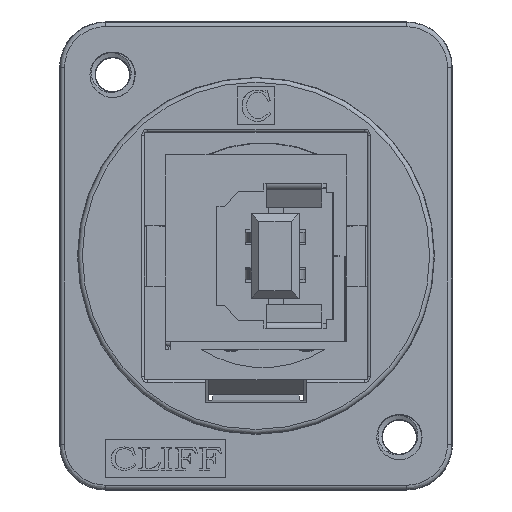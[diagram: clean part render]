
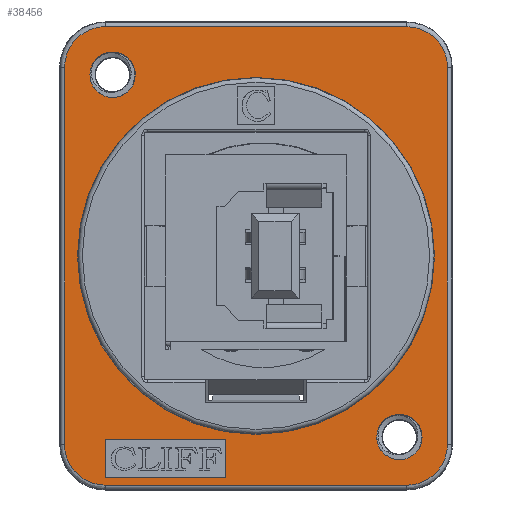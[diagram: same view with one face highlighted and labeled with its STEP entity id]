
A CAD part, top view. The second image highlights one B-rep face of the part: STEP entity #38456.
In plain terms, the highlighted planar face has unit normal (0, 0, 1).
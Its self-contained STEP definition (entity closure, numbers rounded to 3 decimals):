
#211=ELLIPSE('',#40477,2.7,2.7);
#212=ELLIPSE('',#40478,2.7,2.7);
#213=ELLIPSE('',#40479,2.7,2.7);
#214=ELLIPSE('',#40480,2.7,2.7);
#530=FACE_BOUND('',#4669,.T.);
#531=FACE_BOUND('',#4670,.T.);
#532=FACE_BOUND('',#4671,.T.);
#533=FACE_BOUND('',#4672,.T.);
#1208=PLANE('',#40476);
#2841=FACE_OUTER_BOUND('',#4668,.T.);
#4668=EDGE_LOOP('',(#29463,#29464,#29465,#29466,#29467,#29468,#29469,#29470));
#4669=EDGE_LOOP('',(#29471));
#4670=EDGE_LOOP('',(#29472));
#4671=EDGE_LOOP('',(#29473,#29474,#29475,#29476));
#4672=EDGE_LOOP('',(#29477));
#7493=LINE('',#56141,#12278);
#7496=LINE('',#56146,#12281);
#7498=LINE('',#56150,#12283);
#7500=LINE('',#56153,#12285);
#8004=LINE('',#57627,#12789);
#8005=LINE('',#57631,#12790);
#8006=LINE('',#57635,#12791);
#8007=LINE('',#57638,#12792);
#12278=VECTOR('',#44978,8.);
#12281=VECTOR('',#44983,2.5);
#12283=VECTOR('',#44987,8.);
#12285=VECTOR('',#44991,2.5);
#12789=VECTOR('',#45935,24.965);
#12790=VECTOR('',#45938,19.965);
#12791=VECTOR('',#45941,24.965);
#12792=VECTOR('',#45944,19.965);
#15286=CIRCLE('',#39494,1.5);
#15288=CIRCLE('',#39497,1.5);
#15475=CIRCLE('',#40468,11.823);
#15649=VERTEX_POINT('',#50823);
#15651=VERTEX_POINT('',#50829);
#17053=VERTEX_POINT('',#56139);
#17054=VERTEX_POINT('',#56140);
#17055=VERTEX_POINT('',#56145);
#17056=VERTEX_POINT('',#56149);
#17435=VERTEX_POINT('',#57598);
#17446=VERTEX_POINT('',#57623);
#17447=VERTEX_POINT('',#57624);
#17448=VERTEX_POINT('',#57626);
#17449=VERTEX_POINT('',#57628);
#17450=VERTEX_POINT('',#57630);
#17451=VERTEX_POINT('',#57632);
#17452=VERTEX_POINT('',#57634);
#17453=VERTEX_POINT('',#57636);
#19171=EDGE_CURVE('',#15649,#15649,#15286,.T.);
#19174=EDGE_CURVE('',#15651,#15651,#15288,.T.);
#21242=EDGE_CURVE('',#17053,#17054,#7493,.T.);
#21245=EDGE_CURVE('',#17055,#17053,#7496,.T.);
#21247=EDGE_CURVE('',#17056,#17055,#7498,.T.);
#21249=EDGE_CURVE('',#17054,#17056,#7500,.T.);
#21820=EDGE_CURVE('',#17435,#17435,#15475,.T.);
#21832=EDGE_CURVE('',#17446,#17447,#211,.T.);
#21833=EDGE_CURVE('',#17448,#17446,#8004,.T.);
#21834=EDGE_CURVE('',#17449,#17448,#212,.T.);
#21835=EDGE_CURVE('',#17450,#17449,#8005,.T.);
#21836=EDGE_CURVE('',#17451,#17450,#213,.T.);
#21837=EDGE_CURVE('',#17452,#17451,#8006,.T.);
#21838=EDGE_CURVE('',#17453,#17452,#214,.T.);
#21839=EDGE_CURVE('',#17447,#17453,#8007,.T.);
#29463=ORIENTED_EDGE('',*,*,#21832,.F.);
#29464=ORIENTED_EDGE('',*,*,#21833,.F.);
#29465=ORIENTED_EDGE('',*,*,#21834,.F.);
#29466=ORIENTED_EDGE('',*,*,#21835,.F.);
#29467=ORIENTED_EDGE('',*,*,#21836,.F.);
#29468=ORIENTED_EDGE('',*,*,#21837,.F.);
#29469=ORIENTED_EDGE('',*,*,#21838,.F.);
#29470=ORIENTED_EDGE('',*,*,#21839,.F.);
#29471=ORIENTED_EDGE('',*,*,#19171,.T.);
#29472=ORIENTED_EDGE('',*,*,#19174,.T.);
#29473=ORIENTED_EDGE('',*,*,#21249,.T.);
#29474=ORIENTED_EDGE('',*,*,#21247,.T.);
#29475=ORIENTED_EDGE('',*,*,#21245,.T.);
#29476=ORIENTED_EDGE('',*,*,#21242,.T.);
#29477=ORIENTED_EDGE('',*,*,#21820,.T.);
#38456=ADVANCED_FACE('',(#2841,#530,#531,#532,#533),#1208,.T.);
#39494=AXIS2_PLACEMENT_3D('',#50825,#41679,#41680);
#39497=AXIS2_PLACEMENT_3D('',#50831,#41686,#41687);
#40468=AXIS2_PLACEMENT_3D('',#57599,#45910,#45911);
#40476=AXIS2_PLACEMENT_3D('',#57622,#45931,#45932);
#40477=AXIS2_PLACEMENT_3D('',#57625,#45933,#45934);
#40478=AXIS2_PLACEMENT_3D('',#57629,#45936,#45937);
#40479=AXIS2_PLACEMENT_3D('',#57633,#45939,#45940);
#40480=AXIS2_PLACEMENT_3D('',#57637,#45942,#45943);
#41679=DIRECTION('center_axis',(0.,0.,
-1.));
#41680=DIRECTION('ref_axis',(-1.,0.,0.));
#41686=DIRECTION('center_axis',(0.,0.,
-1.));
#41687=DIRECTION('ref_axis',(-1.,0.,0.));
#44978=DIRECTION('',(-1.,0.,0.));
#44983=DIRECTION('',(0.,-1.,0.));
#44987=DIRECTION('',(1.,0.,0.));
#44991=DIRECTION('',(0.,1.,0.));
#45910=DIRECTION('center_axis',(0.,0.,
-1.));
#45911=DIRECTION('ref_axis',(-1.,0.,0.));
#45931=DIRECTION('center_axis',(0.,0.,
1.));
#45932=DIRECTION('ref_axis',(1.,0.,0.));
#45933=DIRECTION('center_axis',(0.,0.,
-1.));
#45934=DIRECTION('ref_axis',(-0.707,0.707,0.));
#45935=DIRECTION('',(0.,1.,0.));
#45936=DIRECTION('center_axis',(0.,0.,
-1.));
#45937=DIRECTION('ref_axis',(-0.707,-0.707,0.));
#45938=DIRECTION('',(-1.,0.,0.));
#45939=DIRECTION('center_axis',(0.,0.,
-1.));
#45940=DIRECTION('ref_axis',(0.707,-0.707,0.));
#45941=DIRECTION('',(0.,-1.,0.));
#45942=DIRECTION('center_axis',(0.,0.,
-1.));
#45943=DIRECTION('ref_axis',(0.707,0.707,0.));
#45944=DIRECTION('',(1.,0.,0.));
#50823=CARTESIAN_POINT('',(11.,-12.,0.));
#50825=CARTESIAN_POINT('Origin',(9.5,-12.,0.));
#50829=CARTESIAN_POINT('',(-8.,12.,0.));
#50831=CARTESIAN_POINT('Origin',(-9.5,12.,0.));
#56139=CARTESIAN_POINT('',(-2.,-14.683,0.));
#56140=CARTESIAN_POINT('',(-10.,-14.683,0.));
#56141=CARTESIAN_POINT('',(-1.,-14.683,0.));
#56145=CARTESIAN_POINT('',(-2.,-12.183,0.));
#56146=CARTESIAN_POINT('',(-2.,-6.091,0.));
#56149=CARTESIAN_POINT('',(-10.,-12.183,0.));
#56150=CARTESIAN_POINT('',(-5.,-12.183,0.));
#56153=CARTESIAN_POINT('',(-10.,-7.341,0.));
#57598=CARTESIAN_POINT('',(11.823,0.,0.));
#57599=CARTESIAN_POINT('Origin',(0.,0.,
0.));
#57622=CARTESIAN_POINT('Origin',(0.,0.,
0.));
#57623=CARTESIAN_POINT('',(-12.683,12.483,0.));
#57624=CARTESIAN_POINT('',(-9.983,15.183,0.));
#57625=CARTESIAN_POINT('Origin',(-9.982,12.482,0.));
#57626=CARTESIAN_POINT('',(-12.683,-12.483,0.));
#57627=CARTESIAN_POINT('',(-12.683,-7.75,0.));
#57628=CARTESIAN_POINT('',(-9.983,-15.183,0.));
#57629=CARTESIAN_POINT('Origin',(-9.982,-12.482,0.));
#57630=CARTESIAN_POINT('',(9.983,-15.183,0.));
#57631=CARTESIAN_POINT('',(6.5,-15.183,0.));
#57632=CARTESIAN_POINT('',(12.683,-12.483,0.));
#57633=CARTESIAN_POINT('Origin',(9.982,-12.482,0.));
#57634=CARTESIAN_POINT('',(12.683,12.483,0.));
#57635=CARTESIAN_POINT('',(12.683,7.75,0.));
#57636=CARTESIAN_POINT('',(9.983,15.183,0.));
#57637=CARTESIAN_POINT('Origin',(9.982,12.482,0.));
#57638=CARTESIAN_POINT('',(-6.5,15.183,0.));
